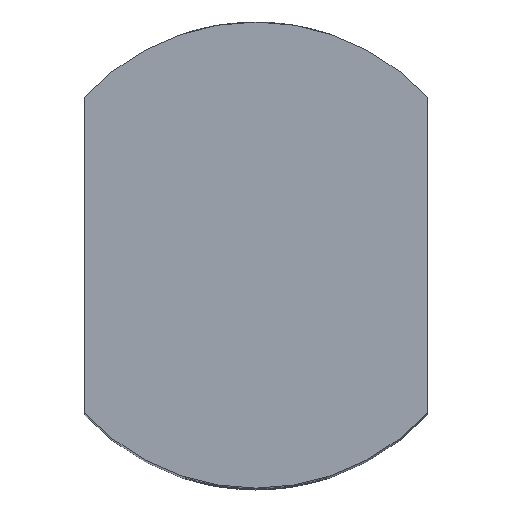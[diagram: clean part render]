
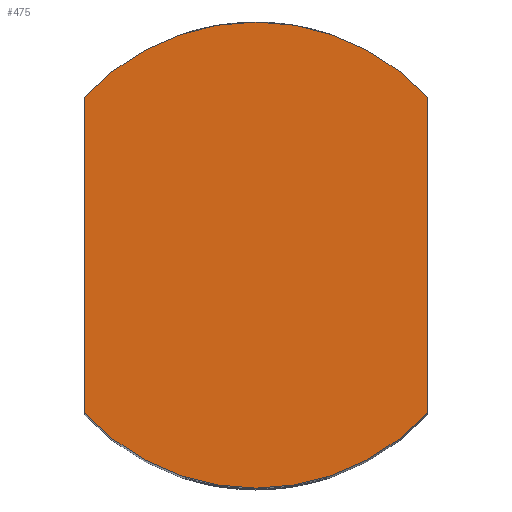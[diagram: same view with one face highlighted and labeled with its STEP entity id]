
A CAD part, top view. The second image highlights one B-rep face of the part: STEP entity #475.
In plain terms, the highlighted planar face has unit normal (0, 0, 1).
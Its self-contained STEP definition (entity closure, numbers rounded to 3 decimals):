
#1 = DIRECTION ( 'NONE',  ( 0., 0., 1. ) ) ;
#2 = CARTESIAN_POINT ( 'NONE',  ( 0., 0., 80. ) ) ;
#20 = DIRECTION ( 'NONE',  ( 0., -1., 0. ) ) ;
#25 = DIRECTION ( 'NONE',  ( 0., 1., 0. ) ) ;
#37 = ORIENTED_EDGE ( 'NONE', *, *, #660, .T. ) ;
#69 = VECTOR ( 'NONE', #20, 1000. ) ;
#80 = CIRCLE ( 'NONE', #769, 17.272 ) ;
#86 = AXIS2_PLACEMENT_3D ( 'NONE', #563, #556, #553 ) ;
#99 = LINE ( 'NONE', #118, #123 ) ;
#118 = CARTESIAN_POINT ( 'NONE',  ( -12.7, 20.98, 80. ) ) ;
#119 = CARTESIAN_POINT ( 'NONE',  ( 12.7, 20.98, 80. ) ) ;
#121 = LINE ( 'NONE', #119, #69 ) ;
#123 = VECTOR ( 'NONE', #25, 1000. ) ;
#124 = CARTESIAN_POINT ( 'NONE',  ( -12.7, -11.706, 80. ) ) ;
#130 = DIRECTION ( 'NONE',  ( 1., 0., 0. ) ) ;
#133 = DIRECTION ( 'NONE',  ( 0., 0., 1. ) ) ;
#135 = CARTESIAN_POINT ( 'NONE',  ( 0., 0., 80. ) ) ;
#143 = CIRCLE ( 'NONE', #781, 17.272 ) ;
#146 = ORIENTED_EDGE ( 'NONE', *, *, #840, .T. ) ;
#158 = CARTESIAN_POINT ( 'NONE',  ( -12.7, 11.706, 80. ) ) ;
#159 = CARTESIAN_POINT ( 'NONE',  ( 12.7, 11.706, 80. ) ) ;
#176 = CARTESIAN_POINT ( 'NONE',  ( 12.7, -11.706, 80. ) ) ;
#351 = FACE_OUTER_BOUND ( 'NONE', #501, .T. ) ;
#475 = ADVANCED_FACE ( 'NONE', ( #351 ), #567, .T. ) ;
#501 = EDGE_LOOP ( 'NONE', ( #790, #146, #593, #37 ) ) ;
#542 = VERTEX_POINT ( 'NONE', #176 ) ;
#553 = DIRECTION ( 'NONE',  ( 1., 0., 0. ) ) ;
#556 = DIRECTION ( 'NONE',  ( 0., 0., 1. ) ) ;
#563 = CARTESIAN_POINT ( 'NONE',  ( 0., 0., 80. ) ) ;
#567 = PLANE ( 'NONE',  #86 ) ;
#593 = ORIENTED_EDGE ( 'NONE', *, *, #763, .F. ) ;
#649 = VERTEX_POINT ( 'NONE', #158 ) ;
#655 = VERTEX_POINT ( 'NONE', #159 ) ;
#660 = EDGE_CURVE ( 'NONE', #655, #649, #143, .T. ) ;
#675 = VERTEX_POINT ( 'NONE', #124 ) ;
#750 = DIRECTION ( 'NONE',  ( 1., 0., 0. ) ) ;
#760 = EDGE_CURVE ( 'NONE', #675, #649, #99, .T. ) ;
#763 = EDGE_CURVE ( 'NONE', #655, #542, #121, .T. ) ;
#769 = AXIS2_PLACEMENT_3D ( 'NONE', #2, #1, #750 ) ;
#781 = AXIS2_PLACEMENT_3D ( 'NONE', #135, #133, #130 ) ;
#790 = ORIENTED_EDGE ( 'NONE', *, *, #760, .F. ) ;
#840 = EDGE_CURVE ( 'NONE', #675, #542, #80, .T. ) ;
